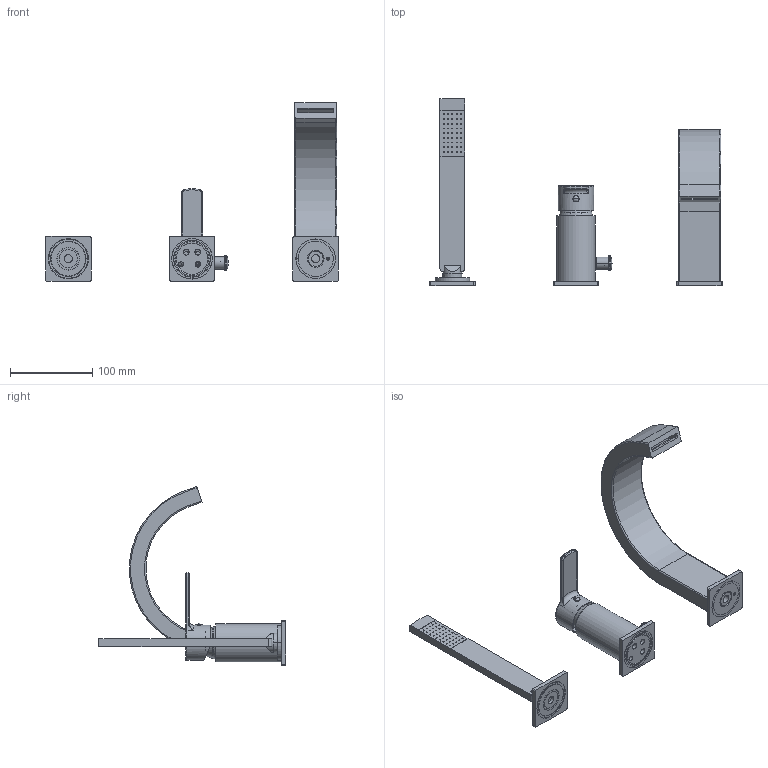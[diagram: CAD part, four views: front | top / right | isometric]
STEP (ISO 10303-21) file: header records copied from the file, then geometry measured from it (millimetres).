
FILE_DESCRIPTION((''),'2;1');
FILE_NAME('WS040LCR','2021-11-05T11:45:57',('ut3'),('PAFFONI SpA'),'CREO PARAMETRIC BY PTC INC, 2020044','CREO PARAMETRIC BY PTC INC, 2020044','');
FILE_SCHEMA(('CONFIG_CONTROL_DESIGN','SHAPE_APPEARANCE_LAYERS_GROUPS'));
Products named in the file (1): WS040LCR
Bounding box: 355 x 227.89 x 216.96 mm (x, y, z)
Volume: 413255.4 mm3; surface area: 198174.7 mm2
Topology: 6 solids, 6 shells, 1689 faces, 4451 edges, 2824 vertices
Faces by surface type: plane 960, cylinder 436, torus 128, cone 87, bspline 44, sphere 34
Entity records: 74509 total; most frequent: CARTESIAN_POINT 20671, ORIENTED_EDGE 8862, DIRECTION 8471, EDGE_CURVE 4431, AXIS2_PLACEMENT_3D 2934, VERTEX_POINT 2822, VECTOR 2603, LINE 2603
